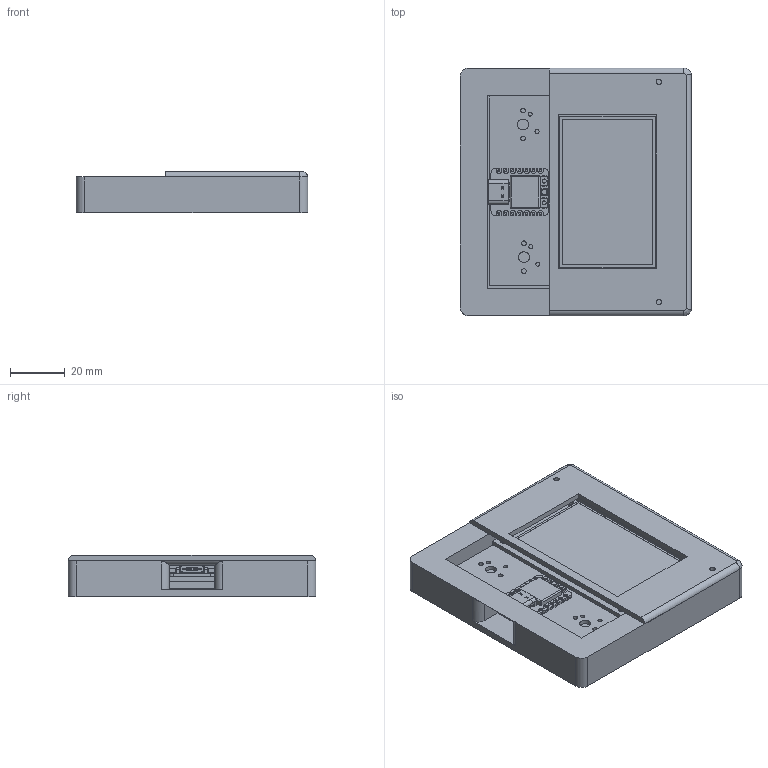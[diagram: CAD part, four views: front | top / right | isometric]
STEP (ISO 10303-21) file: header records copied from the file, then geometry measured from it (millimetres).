
FILE_DESCRIPTION(/* description */ (''),/* implementation_level */ '2;1');
FILE_NAME(/* name */ 'snowmancasefullv.2.step',/* time_stamp */ '2025-07-20T10:41:09+02:00',/* author */ (''),/* organization */ (''),/* preprocessor_version */ 'ST-DEVELOPER v20.1',/* originating_system */ 'Autodesk Translation Framework v14.10.0.0',/* authorisation */ '');
FILE_SCHEMA (('AUTOMOTIVE_DESIGN { 1 0 10303 214 3 1 1 }'));
Length unit declared in the file: centimetre
Products named in the file (8): snowmancase; Case1; sm_kindle 1; seeeduino_xiao_rp2040; sm_kindle 1.1.1; CR2013-MI2120; sm_kindle_PCB; Component2
Assembly tree (7 placements, depth 5):
  snowmancase
    Case1
      sm_kindle 1
        seeeduino_xiao_rp2040
          sm_kindle 1.1.1
        CR2013-MI2120
        sm_kindle_PCB
    Component2
Bounding box: 84.5 x 90.5 x 15 mm (x, y, z)
Volume: 73202.2 mm3; surface area: 50437.8 mm2
Topology: 52 solids, 52 shells, 1037 faces, 2640 edges, 1720 vertices
Faces by surface type: plane 759, cylinder 246, torus 12, sphere 10, cone 6, bspline 4
Full cylindrical faces by diameter (mm): 0.4 x1, 0.5 x2, 0.8 x14, 1 x33, 1.05 x6, 1.5 x6, 1.7 x4, 2 x5, 2.7 x8, 4 x2
Entity records: 31758 total; most frequent: CARTESIAN_POINT 5605, ORIENTED_EDGE 5264, DIRECTION 5232, EDGE_CURVE 2632, LINE 2112, VECTOR 2112, VERTEX_POINT 1720, AXIS2_PLACEMENT_3D 1560
